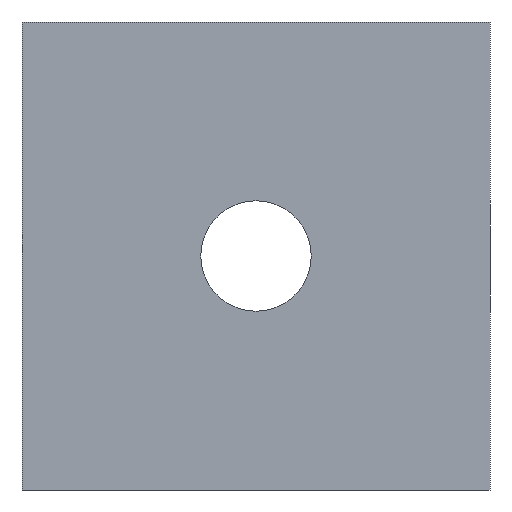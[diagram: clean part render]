
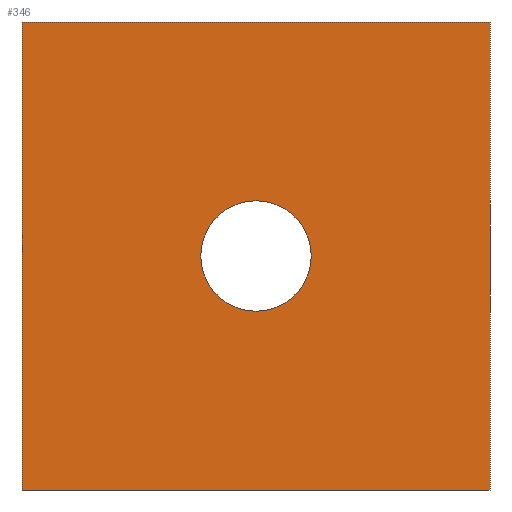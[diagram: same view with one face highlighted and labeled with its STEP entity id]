
A CAD part, front view. The second image highlights one B-rep face of the part: STEP entity #346.
In plain terms, the highlighted planar face has unit normal (0, -1, 0).
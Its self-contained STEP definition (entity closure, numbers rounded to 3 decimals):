
#1 = CARTESIAN_POINT ( 'NONE',  ( 50.8, 0., 50.8 ) ) ;
#3 = LINE ( 'NONE', #130, #375 ) ;
#14 = VERTEX_POINT ( 'NONE', #1 ) ;
#34 = DIRECTION ( 'NONE',  ( 0., -1., 0. ) ) ;
#46 = ORIENTED_EDGE ( 'NONE', *, *, #388, .F. ) ;
#47 = CARTESIAN_POINT ( 'NONE',  ( 25.4, 0., 25.4 ) ) ;
#56 = CIRCLE ( 'NONE', #81, 6. ) ;
#59 = EDGE_CURVE ( 'NONE', #140, #180, #3, .T. ) ;
#64 = VERTEX_POINT ( 'NONE', #324 ) ;
#65 = DIRECTION ( 'NONE',  ( 0., 0., -1. ) ) ;
#73 = AXIS2_PLACEMENT_3D ( 'NONE', #122, #276, #119 ) ;
#81 = AXIS2_PLACEMENT_3D ( 'NONE', #253, #34, #65 ) ;
#108 = LINE ( 'NONE', #267, #370 ) ;
#119 = DIRECTION ( 'NONE',  ( 0., 0., 1. ) ) ;
#122 = CARTESIAN_POINT ( 'NONE',  ( 0., 0., 50.8 ) ) ;
#124 = FACE_OUTER_BOUND ( 'NONE', #141, .T. ) ;
#130 = CARTESIAN_POINT ( 'NONE',  ( 0., 0., 50.8 ) ) ;
#132 = DIRECTION ( 'NONE',  ( 0., 0., -1. ) ) ;
#136 = EDGE_CURVE ( 'NONE', #14, #64, #108, .T. ) ;
#139 = CARTESIAN_POINT ( 'NONE',  ( 0., 0., 0. ) ) ;
#140 = VERTEX_POINT ( 'NONE', #269 ) ;
#141 = EDGE_LOOP ( 'NONE', ( #210, #322, #46, #199 ) ) ;
#148 = PLANE ( 'NONE',  #73 ) ;
#176 = ORIENTED_EDGE ( 'NONE', *, *, #245, .F. ) ;
#180 = VERTEX_POINT ( 'NONE', #139 ) ;
#181 = DIRECTION ( 'NONE',  ( 1., 0., 0. ) ) ;
#182 = EDGE_CURVE ( 'NONE', #396, #204, #208, .T. ) ;
#199 = ORIENTED_EDGE ( 'NONE', *, *, #59, .T. ) ;
#204 = VERTEX_POINT ( 'NONE', #354 ) ;
#208 = CIRCLE ( 'NONE', #327, 6. ) ;
#209 = LINE ( 'NONE', #377, #303 ) ;
#210 = ORIENTED_EDGE ( 'NONE', *, *, #379, .T. ) ;
#233 = DIRECTION ( 'NONE',  ( 0., 0., -1. ) ) ;
#235 = VECTOR ( 'NONE', #374, 1000. ) ;
#245 = EDGE_CURVE ( 'NONE', #204, #396, #56, .T. ) ;
#253 = CARTESIAN_POINT ( 'NONE',  ( 25.4, 0., 25.4 ) ) ;
#259 = DIRECTION ( 'NONE',  ( 0., 0., -1. ) ) ;
#267 = CARTESIAN_POINT ( 'NONE',  ( 50.8, 0., 50.8 ) ) ;
#269 = CARTESIAN_POINT ( 'NONE',  ( 0., 0., 50.8 ) ) ;
#272 = LINE ( 'NONE', #345, #235 ) ;
#276 = DIRECTION ( 'NONE',  ( 0., 1., 0. ) ) ;
#278 = CARTESIAN_POINT ( 'NONE',  ( 25.4, 0., 19.4 ) ) ;
#294 = ORIENTED_EDGE ( 'NONE', *, *, #182, .F. ) ;
#303 = VECTOR ( 'NONE', #181, 1000. ) ;
#322 = ORIENTED_EDGE ( 'NONE', *, *, #136, .F. ) ;
#324 = CARTESIAN_POINT ( 'NONE',  ( 50.8, 0., 0. ) ) ;
#327 = AXIS2_PLACEMENT_3D ( 'NONE', #47, #399, #259 ) ;
#345 = CARTESIAN_POINT ( 'NONE',  ( 0., 0., 50.8 ) ) ;
#346 = ADVANCED_FACE ( 'NONE', ( #363, #124 ), #148, .F. ) ;
#354 = CARTESIAN_POINT ( 'NONE',  ( 25.4, 0., 31.4 ) ) ;
#356 = EDGE_LOOP ( 'NONE', ( #294, #176 ) ) ;
#363 = FACE_BOUND ( 'NONE', #356, .T. ) ;
#370 = VECTOR ( 'NONE', #233, 1000. ) ;
#374 = DIRECTION ( 'NONE',  ( 1., 0., 0. ) ) ;
#375 = VECTOR ( 'NONE', #132, 1000. ) ;
#377 = CARTESIAN_POINT ( 'NONE',  ( 0., 0., 0. ) ) ;
#379 = EDGE_CURVE ( 'NONE', #180, #64, #209, .T. ) ;
#388 = EDGE_CURVE ( 'NONE', #140, #14, #272, .T. ) ;
#396 = VERTEX_POINT ( 'NONE', #278 ) ;
#399 = DIRECTION ( 'NONE',  ( 0., -1., 0. ) ) ;
